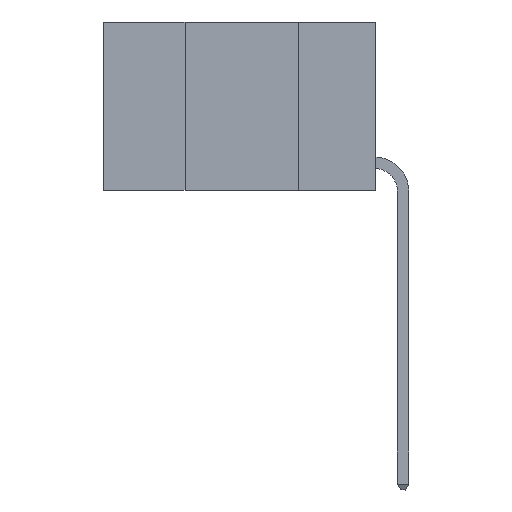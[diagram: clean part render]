
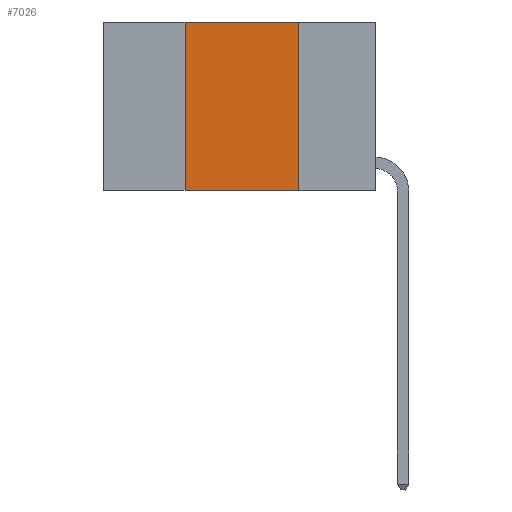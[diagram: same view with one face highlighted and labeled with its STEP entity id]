
A CAD part, left-side view. The second image highlights one B-rep face of the part: STEP entity #7026.
In plain terms, the highlighted planar face has unit normal (-1, 0, 0).
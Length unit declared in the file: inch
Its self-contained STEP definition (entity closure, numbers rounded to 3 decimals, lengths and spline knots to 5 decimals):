
#113 = ORIENTED_EDGE ( 'NONE', *, *, #25280, .T. ) ;
#210 = CARTESIAN_POINT ( 'NONE',  ( 0., 0.17, -0.37 ) ) ;
#2124 = VERTEX_POINT ( 'NONE', #5613 ) ;
#3169 = CARTESIAN_POINT ( 'NONE',  ( 0., 0.6, -0.37 ) ) ;
#3441 = ORIENTED_EDGE ( 'NONE', *, *, #20831, .F. ) ;
#3686 = VECTOR ( 'NONE', #7849, 39.37008 ) ;
#4326 = VERTEX_POINT ( 'NONE', #27905 ) ;
#4443 = LINE ( 'NONE', #3169, #3686 ) ;
#4735 = DIRECTION ( 'NONE',  ( 0., 0., -1. ) ) ;
#4932 = ORIENTED_EDGE ( 'NONE', *, *, #22827, .F. ) ;
#5457 = LINE ( 'NONE', #25284, #30348 ) ;
#5613 = CARTESIAN_POINT ( 'NONE',  ( 0., 0.42, 0. ) ) ;
#7026 = ADVANCED_FACE ( 'NONE', ( #9719 ), #20040, .F. ) ;
#7849 = DIRECTION ( 'NONE',  ( 0., -1., 0. ) ) ;
#9319 = CARTESIAN_POINT ( 'NONE',  ( 0., 0.42, 0. ) ) ;
#9325 = CARTESIAN_POINT ( 'NONE',  ( 0., 0.6, 0. ) ) ;
#9719 = FACE_OUTER_BOUND ( 'NONE', #11953, .T. ) ;
#11202 = ORIENTED_EDGE ( 'NONE', *, *, #14736, .F. ) ;
#11255 = DIRECTION ( 'NONE',  ( 0., 0., -1. ) ) ;
#11716 = LINE ( 'NONE', #9319, #22727 ) ;
#11953 = EDGE_LOOP ( 'NONE', ( #3441, #4932, #11202, #113 ) ) ;
#14736 = EDGE_CURVE ( 'NONE', #28852, #2124, #11716, .T. ) ;
#14938 = AXIS2_PLACEMENT_3D ( 'NONE', #16473, #18803, #4735 ) ;
#16473 = CARTESIAN_POINT ( 'NONE',  ( 0., 0.6, 0. ) ) ;
#17150 = VECTOR ( 'NONE', #27906, 39.37008 ) ;
#18803 = DIRECTION ( 'NONE',  ( 1., 0., 0. ) ) ;
#18820 = CARTESIAN_POINT ( 'NONE',  ( 0., 0.42, -0.37 ) ) ;
#20040 = PLANE ( 'NONE',  #14938 ) ;
#20831 = EDGE_CURVE ( 'NONE', #4326, #24511, #5457, .T. ) ;
#22727 = VECTOR ( 'NONE', #30341, 39.37008 ) ;
#22827 = EDGE_CURVE ( 'NONE', #2124, #4326, #23374, .T. ) ;
#23374 = LINE ( 'NONE', #9325, #17150 ) ;
#24511 = VERTEX_POINT ( 'NONE', #210 ) ;
#25280 = EDGE_CURVE ( 'NONE', #28852, #24511, #4443, .T. ) ;
#25284 = CARTESIAN_POINT ( 'NONE',  ( 0., 0.17, 0. ) ) ;
#27905 = CARTESIAN_POINT ( 'NONE',  ( 0., 0.17, 0. ) ) ;
#27906 = DIRECTION ( 'NONE',  ( 0., -1., 0. ) ) ;
#28852 = VERTEX_POINT ( 'NONE', #18820 ) ;
#30341 = DIRECTION ( 'NONE',  ( 0., 0., 1. ) ) ;
#30348 = VECTOR ( 'NONE', #11255, 39.37008 ) ;
